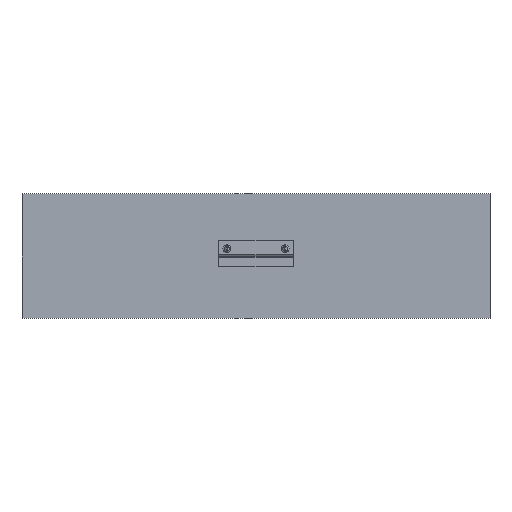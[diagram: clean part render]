
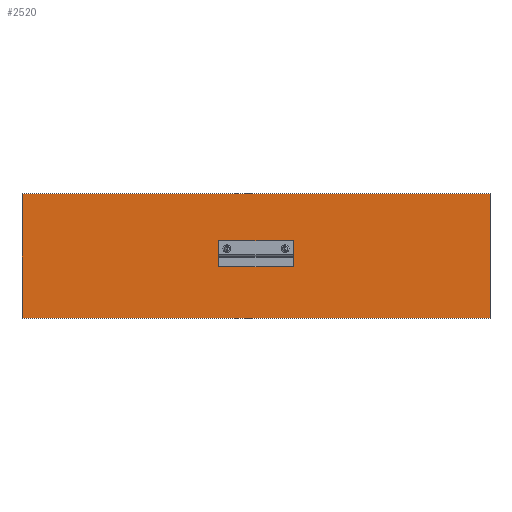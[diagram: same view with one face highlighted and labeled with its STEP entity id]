
A CAD part, top view. The second image highlights one B-rep face of the part: STEP entity #2520.
In plain terms, the highlighted planar face has unit normal (0, 0, 1).
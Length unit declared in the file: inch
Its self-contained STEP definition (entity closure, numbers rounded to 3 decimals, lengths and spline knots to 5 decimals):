
#297 = ORIENTED_EDGE ( 'NONE', *, *, #3343, .F. ) ;
#358 = PLANE ( 'NONE',  #3381 ) ;
#542 = ORIENTED_EDGE ( 'NONE', *, *, #3518, .F. ) ;
#885 = DIRECTION ( 'NONE',  ( 0., 1., 0. ) ) ;
#1074 = DIRECTION ( 'NONE',  ( 0., -1., 0. ) ) ;
#1145 = CARTESIAN_POINT ( 'NONE',  ( -15., -4., 0.095 ) ) ;
#1455 = VECTOR ( 'NONE', #4100, 39.37008 ) ;
#1484 = ORIENTED_EDGE ( 'NONE', *, *, #2099, .F. ) ;
#1661 = CARTESIAN_POINT ( 'NONE',  ( 15., 4., 0.095 ) ) ;
#1754 = VERTEX_POINT ( 'NONE', #3492 ) ;
#1816 = FACE_OUTER_BOUND ( 'NONE', #2764, .T. ) ;
#1840 = CARTESIAN_POINT ( 'NONE',  ( -15., -4., 0.095 ) ) ;
#2059 = VECTOR ( 'NONE', #2575, 39.37008 ) ;
#2099 = EDGE_CURVE ( 'NONE', #3060, #4718, #2618, .T. ) ;
#2300 = VECTOR ( 'NONE', #885, 39.37008 ) ;
#2472 = CARTESIAN_POINT ( 'NONE',  ( -15., 4., 0.095 ) ) ;
#2520 = ADVANCED_FACE ( 'NONE', ( #1816 ), #358, .T. ) ;
#2575 = DIRECTION ( 'NONE',  ( 1., 0., 0. ) ) ;
#2618 = LINE ( 'NONE', #3323, #2059 ) ;
#2764 = EDGE_LOOP ( 'NONE', ( #542, #1484, #3004, #297 ) ) ;
#2898 = LINE ( 'NONE', #4373, #3628 ) ;
#3004 = ORIENTED_EDGE ( 'NONE', *, *, #4043, .F. ) ;
#3060 = VERTEX_POINT ( 'NONE', #3357 ) ;
#3076 = VERTEX_POINT ( 'NONE', #4105 ) ;
#3323 = CARTESIAN_POINT ( 'NONE',  ( 15., 4., 0.095 ) ) ;
#3340 = DIRECTION ( 'NONE',  ( 1., 0., 0. ) ) ;
#3343 = EDGE_CURVE ( 'NONE', #3076, #1754, #4462, .T. ) ;
#3357 = CARTESIAN_POINT ( 'NONE',  ( -15., 4., 0.095 ) ) ;
#3381 = AXIS2_PLACEMENT_3D ( 'NONE', #1840, #3636, #3340 ) ;
#3492 = CARTESIAN_POINT ( 'NONE',  ( -15., -4., 0.095 ) ) ;
#3518 = EDGE_CURVE ( 'NONE', #4718, #3076, #2898, .T. ) ;
#3628 = VECTOR ( 'NONE', #1074, 39.37008 ) ;
#3636 = DIRECTION ( 'NONE',  ( 0., 0., 1. ) ) ;
#4043 = EDGE_CURVE ( 'NONE', #1754, #3060, #4209, .T. ) ;
#4100 = DIRECTION ( 'NONE',  ( -1., 0., 0. ) ) ;
#4105 = CARTESIAN_POINT ( 'NONE',  ( 15., -4., 0.095 ) ) ;
#4209 = LINE ( 'NONE', #2472, #2300 ) ;
#4373 = CARTESIAN_POINT ( 'NONE',  ( 15., -4., 0.095 ) ) ;
#4462 = LINE ( 'NONE', #1145, #1455 ) ;
#4718 = VERTEX_POINT ( 'NONE', #1661 ) ;
